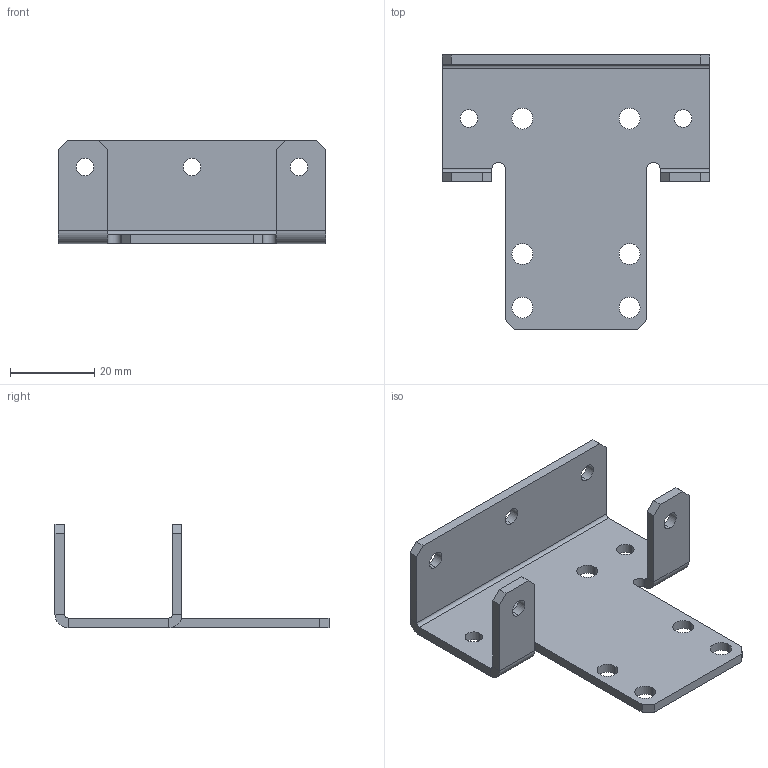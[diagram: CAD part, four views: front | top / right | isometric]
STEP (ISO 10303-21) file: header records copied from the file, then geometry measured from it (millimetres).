
FILE_DESCRIPTION (( 'STEP AP214' ), '1' );
FILE_NAME ('217-3558-STEP.STEP', '2013-12-10T16:14:16', ( '' ), ( '' ), 'SwSTEP 2.0', 'SolidWorks 2013', '' );
FILE_SCHEMA (( 'AUTOMOTIVE_DESIGN' ));
Length unit declared in the file: inch
Products named in the file (1): 217-3558-STEP
Bounding box: 63.5 x 64.97 x 24.51 mm (x, y, z)
Volume: 10713.2 mm3; surface area: 10689.7 mm2
Topology: 1 solids, 1 shells, 70 faces, 180 edges, 112 vertices
Faces by surface type: plane 36, cylinder 34
Entity records: 2212 total; most frequent: DIRECTION 390, CARTESIAN_POINT 363, ORIENTED_EDGE 360, EDGE_CURVE 180, AXIS2_PLACEMENT_3D 139, LINE 112, VERTEX_POINT 112, VECTOR 112
